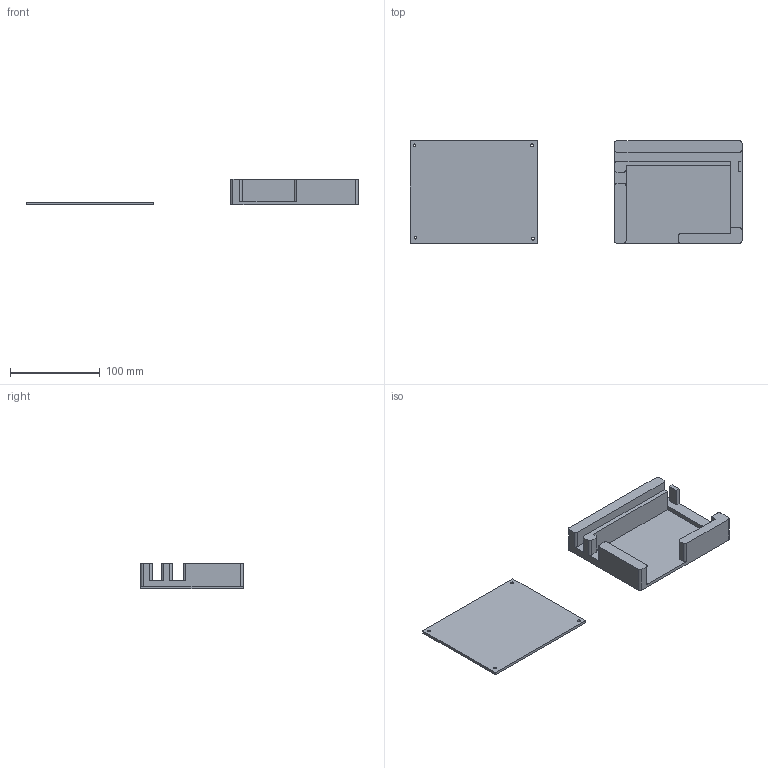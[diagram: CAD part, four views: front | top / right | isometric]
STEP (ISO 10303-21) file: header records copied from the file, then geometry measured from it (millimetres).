
FILE_DESCRIPTION(/* description */ (''),/* implementation_level */ '2;1');
FILE_NAME(/* name */ 'Thermostat housing.step',/* time_stamp */ '2020-05-18T10:56:43-05:00',/* author */ (''),/* organization */ (''),/* preprocessor_version */ 'ST-DEVELOPER v18.1',/* originating_system */ 'Autodesk Translation Framework v9.3.0.1241',/* authorisation */ '');
FILE_SCHEMA (('AUTOMOTIVE_DESIGN { 1 0 10303 214 3 1 1 }'));
Length unit declared in the file: millimetre
Products named in the file (1): Thermostat housing
Bounding box: 370.84 x 114.3 x 28.57 mm (x, y, z)
Volume: 228720.5 mm3; surface area: 91151.8 mm2
Topology: 2 solids, 2 shells, 52 faces, 143 edges, 95 vertices
Faces by surface type: plane 33, cylinder 19
Full cylindrical faces by diameter (mm): 3.175 x4
Entity records: 1705 total; most frequent: CARTESIAN_POINT 291, DIRECTION 287, ORIENTED_EDGE 286, EDGE_CURVE 143, LINE 105, VECTOR 105, VERTEX_POINT 95, AXIS2_PLACEMENT_3D 91
